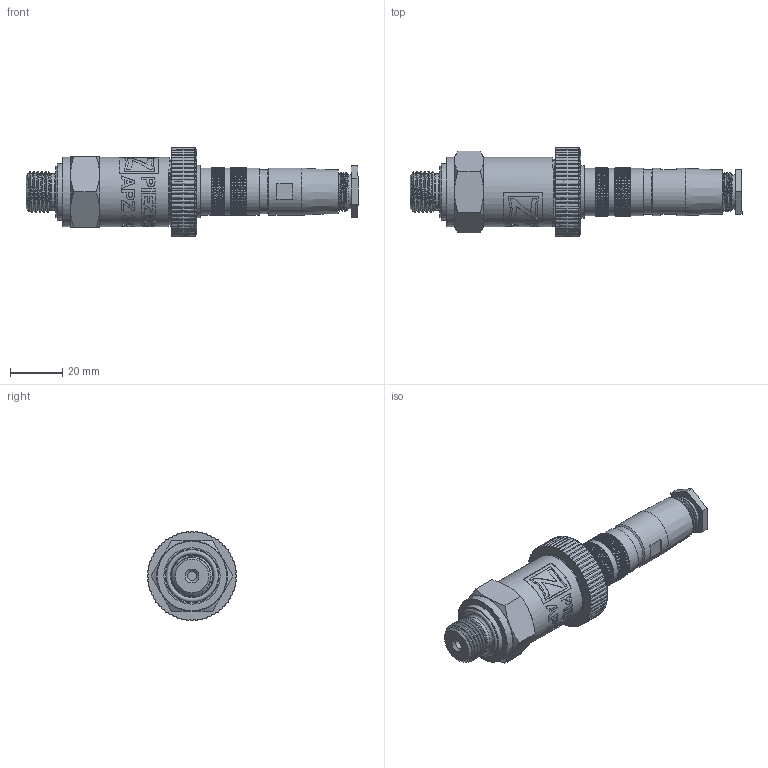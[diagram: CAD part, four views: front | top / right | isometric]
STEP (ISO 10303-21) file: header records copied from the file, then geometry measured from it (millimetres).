
FILE_DESCRIPTION(/* description */ (''),/* implementation_level */ '2;1');
FILE_NAME(/* name */ 'APZ3420_14_Binder723.step',/* time_stamp */ '2021-06-25T11:47:11+03:00',/* author */ (''),/* organization */ (''),/* preprocessor_version */ 'ST-DEVELOPER v18.1',/* originating_system */ 'Autodesk Translation Framework v10.9.0.1377',/* authorisation */ '');
FILE_SCHEMA (('AUTOMOTIVE_DESIGN { 1 0 10303 214 3 1 1 }'));
Products named in the file (7): АПЗ 3420 в.2; M16x1,5 DIN; OMAL nut M27x1.5 v8; Ш100.000.005 v4; Binder 723 assembly v4; Binder 723 female v10; Binder 723 male v8
Assembly tree (6 placements, depth 3):
  АПЗ 3420 в.2
    M16x1,5 DIN
    OMAL nut M27x1.5 v8
    Ш100.000.005 v4
    Binder 723 assembly v4
      Binder 723 female v10
      Binder 723 male v8
Bounding box: 126.58 x 34 x 34 mm (x, y, z)
Volume: 47993.4 mm3; surface area: 20951.6 mm2
Topology: 8 solids, 8 shells, 3520 faces, 8910 edges, 5829 vertices
Faces by surface type: plane 2152, cylinder 625, bspline 434, cone 301, torus 8
Full cylindrical faces by diameter (mm): 1 x15, 1.5 x5, 3.3 x1, 10 x1, 11.8 x1, 12 x1, 13 x1, 13.5 x1, 13.741 x3, 13.8 x1, 14.137 x5, 14.884 x2, 15.044 x5, 15.2 x1, 15.85 x5, 15.908 x4, 16.4 x1, 16.8 x1, 17.044 x7, 17.283 x6, 17.6 x1, 17.908 x7, 18 x4, 18.124 x7, 18.161 x2, 20 x2, 21.4 x2, 21.5 x1, 22.3 x1, 22.4 x1
Entity records: 131203 total; most frequent: CARTESIAN_POINT 47129, DIRECTION 17893, ORIENTED_EDGE 17820, EDGE_CURVE 8910, AXIS2_PLACEMENT_3D 7724, VERTEX_POINT 5829, EDGE_LOOP 3951, ELLIPSE 3870
